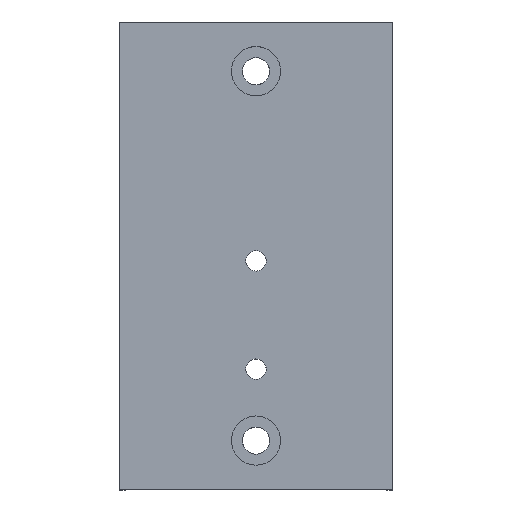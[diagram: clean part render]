
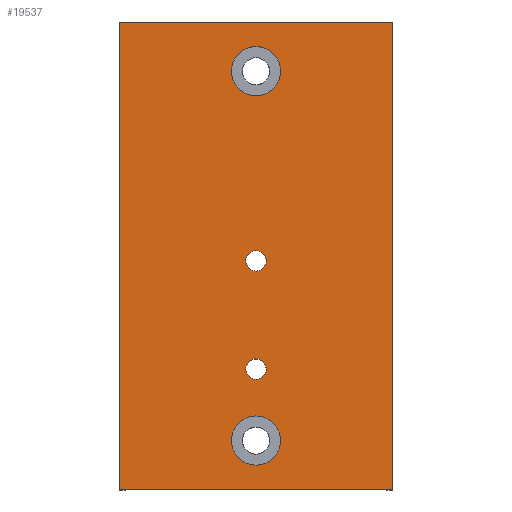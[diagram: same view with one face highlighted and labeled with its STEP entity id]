
A CAD part, top view. The second image highlights one B-rep face of the part: STEP entity #19537.
In plain terms, the highlighted planar face has unit normal (0, 0, 1).
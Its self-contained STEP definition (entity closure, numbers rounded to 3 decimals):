
#124=FACE_BOUND('',#2966,.T.);
#125=FACE_BOUND('',#2967,.T.);
#126=FACE_BOUND('',#2968,.T.);
#127=FACE_BOUND('',#2969,.T.);
#927=PLANE('',#20861);
#1895=FACE_OUTER_BOUND('',#2965,.T.);
#2965=EDGE_LOOP('',(#17419,#17420,#17421,#17422));
#2966=EDGE_LOOP('',(#17423,#17424));
#2967=EDGE_LOOP('',(#17425,#17426));
#2968=EDGE_LOOP('',(#17427,#17428));
#2969=EDGE_LOOP('',(#17429,#17430));
#3535=LINE('',#27056,#5805);
#4102=LINE('',#28376,#6372);
#4667=LINE('',#29688,#6937);
#5231=LINE('',#30998,#7501);
#5805=VECTOR('',#22059,10.);
#6372=VECTOR('',#23264,10.);
#6937=VECTOR('',#24465,10.);
#7501=VECTOR('',#25665,10.);
#7833=CIRCLE('',#20837,2.067);
#7834=CIRCLE('',#20838,2.067);
#7835=CIRCLE('',#20840,2.067);
#7836=CIRCLE('',#20841,2.067);
#7840=CIRCLE('',#20847,5.);
#7841=CIRCLE('',#20848,5.);
#7845=CIRCLE('',#20855,5.);
#7846=CIRCLE('',#20856,5.);
#8278=VERTEX_POINT('',#27053);
#8279=VERTEX_POINT('',#27055);
#8712=VERTEX_POINT('',#28373);
#8713=VERTEX_POINT('',#28375);
#9579=VERTEX_POINT('',#31162);
#9580=VERTEX_POINT('',#31163);
#9581=VERTEX_POINT('',#31168);
#9582=VERTEX_POINT('',#31169);
#9586=VERTEX_POINT('',#31181);
#9587=VERTEX_POINT('',#31182);
#9591=VERTEX_POINT('',#31196);
#9592=VERTEX_POINT('',#31197);
#10238=EDGE_CURVE('',#8278,#8279,#3535,.T.);
#10886=EDGE_CURVE('',#8712,#8713,#4102,.T.);
#11531=EDGE_CURVE('',#8713,#8278,#4667,.T.);
#12175=EDGE_CURVE('',#8279,#8712,#5231,.T.);
#12187=EDGE_CURVE('',#9579,#9580,#7833,.T.);
#12188=EDGE_CURVE('',#9580,#9579,#7834,.T.);
#12190=EDGE_CURVE('',#9581,#9582,#7835,.T.);
#12191=EDGE_CURVE('',#9582,#9581,#7836,.T.);
#12196=EDGE_CURVE('',#9586,#9587,#7840,.T.);
#12197=EDGE_CURVE('',#9587,#9586,#7841,.T.);
#12203=EDGE_CURVE('',#9591,#9592,#7845,.T.);
#12204=EDGE_CURVE('',#9592,#9591,#7846,.T.);
#17419=ORIENTED_EDGE('',*,*,#10238,.F.);
#17420=ORIENTED_EDGE('',*,*,#11531,.F.);
#17421=ORIENTED_EDGE('',*,*,#10886,.F.);
#17422=ORIENTED_EDGE('',*,*,#12175,.F.);
#17423=ORIENTED_EDGE('',*,*,#12187,.T.);
#17424=ORIENTED_EDGE('',*,*,#12188,.T.);
#17425=ORIENTED_EDGE('',*,*,#12190,.T.);
#17426=ORIENTED_EDGE('',*,*,#12191,.T.);
#17427=ORIENTED_EDGE('',*,*,#12196,.T.);
#17428=ORIENTED_EDGE('',*,*,#12197,.T.);
#17429=ORIENTED_EDGE('',*,*,#12203,.T.);
#17430=ORIENTED_EDGE('',*,*,#12204,.T.);
#19537=ADVANCED_FACE('',(#1895,#124,#125,#126,#127),#927,.T.);
#20837=AXIS2_PLACEMENT_3D('',#31164,#25685,#25686);
#20838=AXIS2_PLACEMENT_3D('',#31165,#25687,#25688);
#20840=AXIS2_PLACEMENT_3D('',#31170,#25692,#25693);
#20841=AXIS2_PLACEMENT_3D('',#31171,#25694,#25695);
#20847=AXIS2_PLACEMENT_3D('',#31183,#25707,#25708);
#20848=AXIS2_PLACEMENT_3D('',#31184,#25709,#25710);
#20855=AXIS2_PLACEMENT_3D('',#31198,#25725,#25726);
#20856=AXIS2_PLACEMENT_3D('',#31199,#25727,#25728);
#20861=AXIS2_PLACEMENT_3D('',#31206,#25739,#25740);
#22059=DIRECTION('',(1.,0.,0.));
#23264=DIRECTION('',(-1.,0.,0.));
#24465=DIRECTION('',(0.,1.,0.));
#25665=DIRECTION('',(0.,-1.,0.));
#25685=DIRECTION('center_axis',(0.,0.,-1.));
#25686=DIRECTION('ref_axis',(1.,0.,0.));
#25687=DIRECTION('center_axis',(0.,0.,-1.));
#25688=DIRECTION('ref_axis',(1.,0.,0.));
#25692=DIRECTION('center_axis',(0.,0.,-1.));
#25693=DIRECTION('ref_axis',(1.,0.,0.));
#25694=DIRECTION('center_axis',(0.,0.,-1.));
#25695=DIRECTION('ref_axis',(1.,0.,0.));
#25707=DIRECTION('center_axis',(0.,0.,-1.));
#25708=DIRECTION('ref_axis',(1.,0.,0.));
#25709=DIRECTION('center_axis',(0.,0.,-1.));
#25710=DIRECTION('ref_axis',(1.,0.,0.));
#25725=DIRECTION('center_axis',(0.,0.,-1.));
#25726=DIRECTION('ref_axis',(1.,0.,0.));
#25727=DIRECTION('center_axis',(0.,0.,-1.));
#25728=DIRECTION('ref_axis',(1.,0.,0.));
#25739=DIRECTION('center_axis',(0.,0.,1.));
#25740=DIRECTION('ref_axis',(1.,0.,0.));
#27053=CARTESIAN_POINT('',(-27.75,47.5,23.));
#27055=CARTESIAN_POINT('',(27.75,47.5,23.));
#27056=CARTESIAN_POINT('',(-27.75,47.5,23.));
#28373=CARTESIAN_POINT('',(27.75,-47.5,23.));
#28375=CARTESIAN_POINT('',(-27.75,-47.5,23.));
#28376=CARTESIAN_POINT('',(27.75,-47.5,23.));
#29688=CARTESIAN_POINT('',(-27.75,-47.5,23.));
#30998=CARTESIAN_POINT('',(27.75,47.5,23.));
#31162=CARTESIAN_POINT('',(2.067,-23.,23.));
#31163=CARTESIAN_POINT('',(-2.067,-23.,23.));
#31164=CARTESIAN_POINT('Origin',(0.,-23.,23.));
#31165=CARTESIAN_POINT('Origin',(0.,-23.,23.));
#31168=CARTESIAN_POINT('',(2.067,-1.,23.));
#31169=CARTESIAN_POINT('',(-2.067,-1.,23.));
#31170=CARTESIAN_POINT('Origin',(0.,-1.,23.));
#31171=CARTESIAN_POINT('Origin',(0.,-1.,23.));
#31181=CARTESIAN_POINT('',(5.,-37.5,23.));
#31182=CARTESIAN_POINT('',(-5.,-37.5,23.));
#31183=CARTESIAN_POINT('Origin',(0.,-37.5,23.));
#31184=CARTESIAN_POINT('Origin',(0.,-37.5,23.));
#31196=CARTESIAN_POINT('',(5.,37.5,23.));
#31197=CARTESIAN_POINT('',(-5.,37.5,23.));
#31198=CARTESIAN_POINT('Origin',(0.,37.5,23.));
#31199=CARTESIAN_POINT('Origin',(0.,37.5,23.));
#31206=CARTESIAN_POINT('Origin',(0.,0.,
23.));
